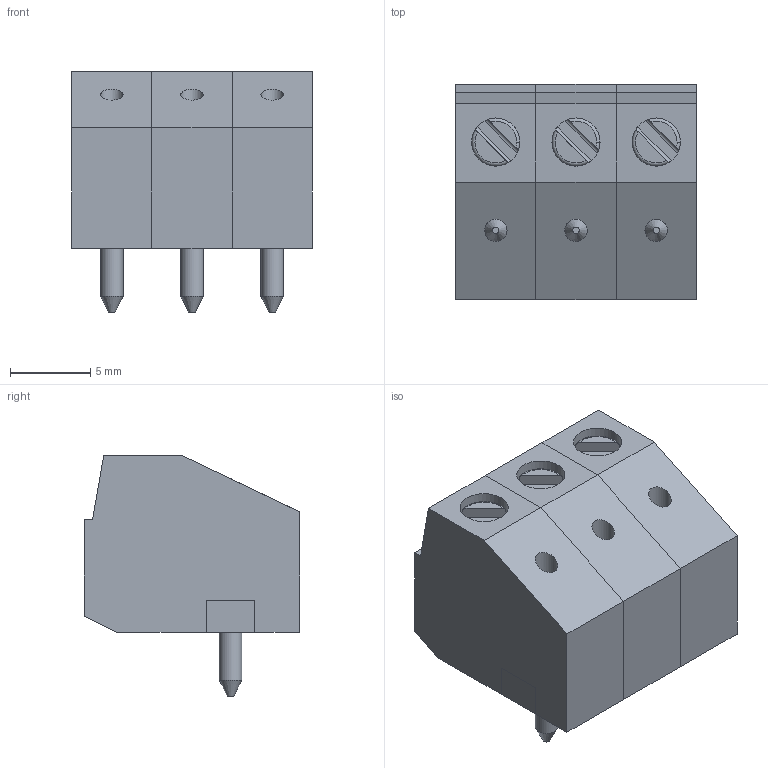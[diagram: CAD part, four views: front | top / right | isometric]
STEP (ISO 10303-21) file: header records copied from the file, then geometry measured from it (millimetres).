
FILE_DESCRIPTION(('FreeCAD Model'),'2;1');
FILE_NAME('DG332K-5.0-03.step','2023-04-15T08:16:28',( 'kicad StepUp'),('ksu MCAD'),'Open CASCADE STEP processor 7.4', 'FreeCAD','Unknown');
FILE_SCHEMA(('AUTOMOTIVE_DESIGN { 1 0 10303 214 1 1 1 1 }'));
Length unit declared in the file: millimetre
Products named in the file (1): DG332K-5.0-03
Bounding box: 15 x 13.4 x 15 mm (x, y, z)
Volume: 1987.6 mm3; surface area: 2904 mm2
Topology: 18 solids, 18 shells, 196 faces, 446 edges, 290 vertices
Faces by surface type: plane 148, cylinder 33, torus 9, cone 6
Full cylindrical faces by diameter (mm): 1.4 x6, 2.6 x3, 3 x4
Entity records: 8141 total; most frequent: CARTESIAN_POINT 2419, DIRECTION 887, ORIENTED_EDGE 876, EDGE_CURVE 438, LINE 327, VECTOR 327, VERTEX_POINT 288, AXIS2_PLACEMENT_3D 280
